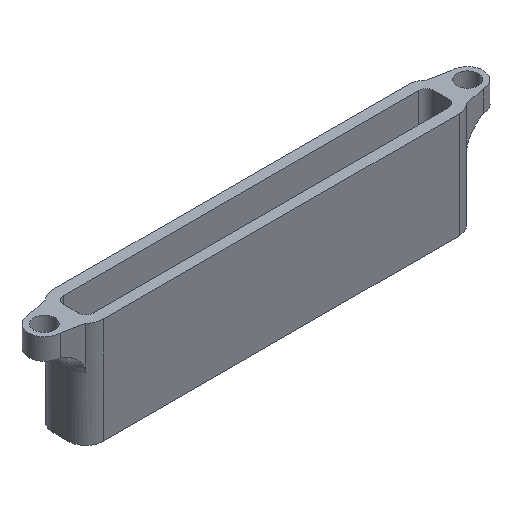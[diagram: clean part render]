
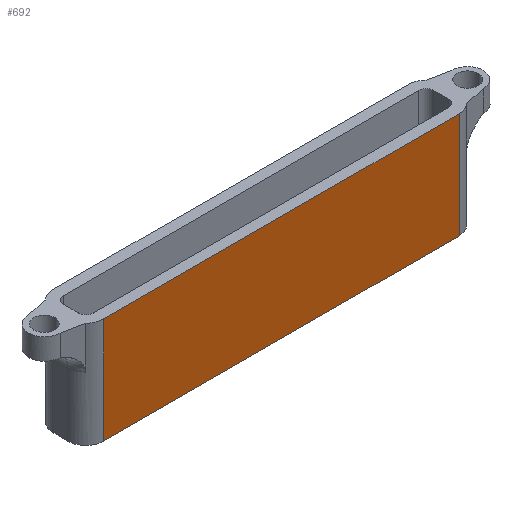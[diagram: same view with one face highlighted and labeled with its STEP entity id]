
A CAD part, isometric view. The second image highlights one B-rep face of the part: STEP entity #692.
In plain terms, the highlighted planar face has unit normal (0, -1, 0).
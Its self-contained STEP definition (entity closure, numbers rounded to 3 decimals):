
#19 = VECTOR ( 'NONE', #433, 1000. ) ;
#23 = CARTESIAN_POINT ( 'NONE',  ( 16.209, 14.64, 10. ) ) ;
#28 = DIRECTION ( 'NONE',  ( 1., 0., 0. ) ) ;
#46 = EDGE_LOOP ( 'NONE', ( #101, #1076, #311, #552 ) ) ;
#59 = CARTESIAN_POINT ( 'NONE',  ( 0., 14.64, 10. ) ) ;
#98 = FACE_OUTER_BOUND ( 'NONE', #46, .T. ) ;
#101 = ORIENTED_EDGE ( 'NONE', *, *, #749, .T. ) ;
#250 = LINE ( 'NONE', #59, #1204 ) ;
#260 = VERTEX_POINT ( 'NONE', #689 ) ;
#311 = ORIENTED_EDGE ( 'NONE', *, *, #637, .F. ) ;
#315 = CARTESIAN_POINT ( 'NONE',  ( 0., 14.64, 0. ) ) ;
#318 = VERTEX_POINT ( 'NONE', #496 ) ;
#433 = DIRECTION ( 'NONE',  ( 0., 0., -1. ) ) ;
#442 = VERTEX_POINT ( 'NONE', #857 ) ;
#457 = AXIS2_PLACEMENT_3D ( 'NONE', #495, #1218, #501 ) ;
#495 = CARTESIAN_POINT ( 'NONE',  ( 0., 14.64, 10. ) ) ;
#496 = CARTESIAN_POINT ( 'NONE',  ( 16.209, 14.64, 0. ) ) ;
#501 = DIRECTION ( 'NONE',  ( -1., 0., 0. ) ) ;
#552 = ORIENTED_EDGE ( 'NONE', *, *, #651, .T. ) ;
#637 = EDGE_CURVE ( 'NONE', #260, #766, #250, .T. ) ;
#651 = EDGE_CURVE ( 'NONE', #260, #442, #1127, .T. ) ;
#689 = CARTESIAN_POINT ( 'NONE',  ( -17.391, 14.64, 10. ) ) ;
#692 = ADVANCED_FACE ( 'NONE', ( #98 ), #1348, .F. ) ;
#749 = EDGE_CURVE ( 'NONE', #442, #318, #835, .T. ) ;
#766 = VERTEX_POINT ( 'NONE', #826 ) ;
#826 = CARTESIAN_POINT ( 'NONE',  ( 16.209, 14.64, 10. ) ) ;
#835 = LINE ( 'NONE', #315, #893 ) ;
#857 = CARTESIAN_POINT ( 'NONE',  ( -17.391, 14.64, 0. ) ) ;
#893 = VECTOR ( 'NONE', #28, 1000. ) ;
#904 = DIRECTION ( 'NONE',  ( 0., 0., -1. ) ) ;
#949 = LINE ( 'NONE', #23, #19 ) ;
#1009 = CARTESIAN_POINT ( 'NONE',  ( -17.391, 14.64, 10. ) ) ;
#1076 = ORIENTED_EDGE ( 'NONE', *, *, #1198, .F. ) ;
#1127 = LINE ( 'NONE', #1009, #1226 ) ;
#1198 = EDGE_CURVE ( 'NONE', #766, #318, #949, .T. ) ;
#1204 = VECTOR ( 'NONE', #1306, 1000. ) ;
#1218 = DIRECTION ( 'NONE',  ( 0., 1., 0. ) ) ;
#1226 = VECTOR ( 'NONE', #904, 1000. ) ;
#1306 = DIRECTION ( 'NONE',  ( 1., 0., 0. ) ) ;
#1348 = PLANE ( 'NONE',  #457 ) ;
